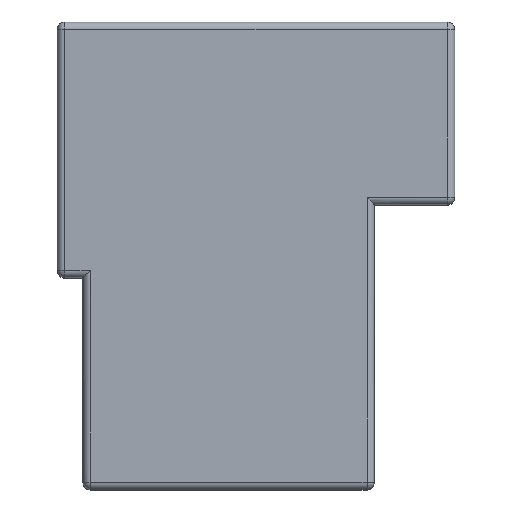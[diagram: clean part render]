
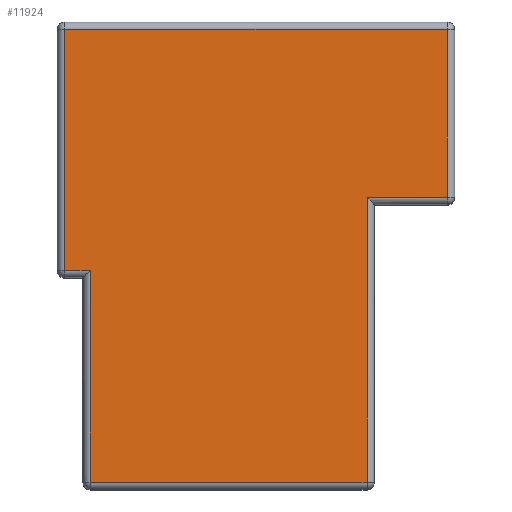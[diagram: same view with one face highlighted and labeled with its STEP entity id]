
A CAD part, top view. The second image highlights one B-rep face of the part: STEP entity #11924.
In plain terms, the highlighted planar face has unit normal (0, 0, 1).
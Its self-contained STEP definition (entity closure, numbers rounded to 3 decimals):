
#39 = DIRECTION ( 'NONE',  ( 1., 0., 0. ) ) ;
#80 = CARTESIAN_POINT ( 'NONE',  ( 13.1, 16., 20. ) ) ;
#147 = ORIENTED_EDGE ( 'NONE', *, *, #4178, .T. ) ;
#350 = LINE ( 'NONE', #5239, #1830 ) ;
#668 = VECTOR ( 'NONE', #8451, 1000. ) ;
#948 = FACE_OUTER_BOUND ( 'NONE', #1873, .T. ) ;
#1239 = CARTESIAN_POINT ( 'NONE',  ( -11.35, -15.5, 20. ) ) ;
#1267 = CARTESIAN_POINT ( 'NONE',  ( -11.85, -1., 20. ) ) ;
#1549 = ORIENTED_EDGE ( 'NONE', *, *, #14939, .T. ) ;
#1584 = VECTOR ( 'NONE', #39, 1000. ) ;
#1750 = LINE ( 'NONE', #12622, #8982 ) ;
#1830 = VECTOR ( 'NONE', #10122, 1000. ) ;
#1873 = EDGE_LOOP ( 'NONE', ( #3870, #13024, #4365, #10508, #147, #13487, #1549, #12514 ) ) ;
#2224 = DIRECTION ( 'NONE',  ( 1., 0., 0. ) ) ;
#3281 = PLANE ( 'NONE',  #10579 ) ;
#3870 = ORIENTED_EDGE ( 'NONE', *, *, #8822, .T. ) ;
#3888 = CARTESIAN_POINT ( 'NONE',  ( -11.35, -16., 20. ) ) ;
#4103 = CARTESIAN_POINT ( 'NONE',  ( -11.35, -1., 20. ) ) ;
#4178 = EDGE_CURVE ( 'NONE', #15032, #12208, #12217, .T. ) ;
#4365 = ORIENTED_EDGE ( 'NONE', *, *, #11830, .T. ) ;
#4625 = CARTESIAN_POINT ( 'NONE',  ( 0., 0., 20. ) ) ;
#4928 = CARTESIAN_POINT ( 'NONE',  ( -13.6, 15.5, 20. ) ) ;
#4971 = DIRECTION ( 'NONE',  ( 0., 1., 0. ) ) ;
#5239 = CARTESIAN_POINT ( 'NONE',  ( 7.6, 3.5, 20. ) ) ;
#5277 = CARTESIAN_POINT ( 'NONE',  ( 13.1, 4., 20. ) ) ;
#6130 = CARTESIAN_POINT ( 'NONE',  ( 13.6, 4., 20. ) ) ;
#6408 = CARTESIAN_POINT ( 'NONE',  ( -13.1, 15.5, 20. ) ) ;
#6633 = DIRECTION ( 'NONE',  ( 1., 0., 0. ) ) ;
#7080 = EDGE_CURVE ( 'NONE', #8438, #9750, #8522, .T. ) ;
#7168 = LINE ( 'NONE', #6130, #1584 ) ;
#7235 = VERTEX_POINT ( 'NONE', #11453 ) ;
#7350 = EDGE_CURVE ( 'NONE', #12208, #7235, #1750, .T. ) ;
#7481 = DIRECTION ( 'NONE',  ( -1., 0., 0. ) ) ;
#7646 = EDGE_CURVE ( 'NONE', #12765, #11067, #7168, .T. ) ;
#7730 = CARTESIAN_POINT ( 'NONE',  ( 13.1, 15.5, 20. ) ) ;
#7994 = LINE ( 'NONE', #10093, #15663 ) ;
#8438 = VERTEX_POINT ( 'NONE', #7730 ) ;
#8451 = DIRECTION ( 'NONE',  ( 0., -1., 0. ) ) ;
#8477 = VECTOR ( 'NONE', #15658, 1000. ) ;
#8522 = LINE ( 'NONE', #4928, #8909 ) ;
#8822 = EDGE_CURVE ( 'NONE', #11067, #8438, #11044, .T. ) ;
#8909 = VECTOR ( 'NONE', #7481, 1000. ) ;
#8982 = VECTOR ( 'NONE', #6633, 1000. ) ;
#9484 = VECTOR ( 'NONE', #4971, 1000. ) ;
#9750 = VERTEX_POINT ( 'NONE', #6408 ) ;
#10093 = CARTESIAN_POINT ( 'NONE',  ( -13.1, -1.5, 20. ) ) ;
#10122 = DIRECTION ( 'NONE',  ( 0., 1., 0. ) ) ;
#10399 = DIRECTION ( 'NONE',  ( 0., -1., 0. ) ) ;
#10508 = ORIENTED_EDGE ( 'NONE', *, *, #14277, .T. ) ;
#10579 = AXIS2_PLACEMENT_3D ( 'NONE', #4625, #10775, #2224 ) ;
#10775 = DIRECTION ( 'NONE',  ( 0., 0., 1. ) ) ;
#11044 = LINE ( 'NONE', #80, #9484 ) ;
#11067 = VERTEX_POINT ( 'NONE', #5277 ) ;
#11453 = CARTESIAN_POINT ( 'NONE',  ( 7.6, -15.5, 20. ) ) ;
#11722 = CARTESIAN_POINT ( 'NONE',  ( 7.6, 4., 20. ) ) ;
#11830 = EDGE_CURVE ( 'NONE', #9750, #13787, #7994, .T. ) ;
#11924 = ADVANCED_FACE ( 'NONE', ( #948 ), #3281, .T. ) ;
#12208 = VERTEX_POINT ( 'NONE', #1239 ) ;
#12217 = LINE ( 'NONE', #3888, #668 ) ;
#12233 = LINE ( 'NONE', #1267, #8477 ) ;
#12514 = ORIENTED_EDGE ( 'NONE', *, *, #7646, .T. ) ;
#12622 = CARTESIAN_POINT ( 'NONE',  ( 8.1, -15.5, 20. ) ) ;
#12765 = VERTEX_POINT ( 'NONE', #11722 ) ;
#13024 = ORIENTED_EDGE ( 'NONE', *, *, #7080, .T. ) ;
#13487 = ORIENTED_EDGE ( 'NONE', *, *, #7350, .T. ) ;
#13787 = VERTEX_POINT ( 'NONE', #14370 ) ;
#14277 = EDGE_CURVE ( 'NONE', #13787, #15032, #12233, .T. ) ;
#14370 = CARTESIAN_POINT ( 'NONE',  ( -13.1, -1., 20. ) ) ;
#14939 = EDGE_CURVE ( 'NONE', #7235, #12765, #350, .T. ) ;
#15032 = VERTEX_POINT ( 'NONE', #4103 ) ;
#15658 = DIRECTION ( 'NONE',  ( 1., 0., 0. ) ) ;
#15663 = VECTOR ( 'NONE', #10399, 1000. ) ;
